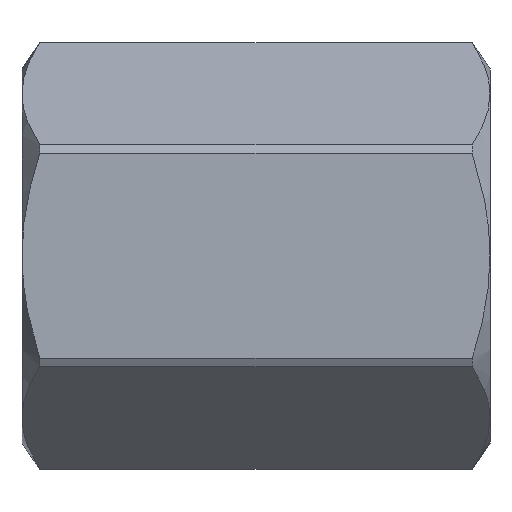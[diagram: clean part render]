
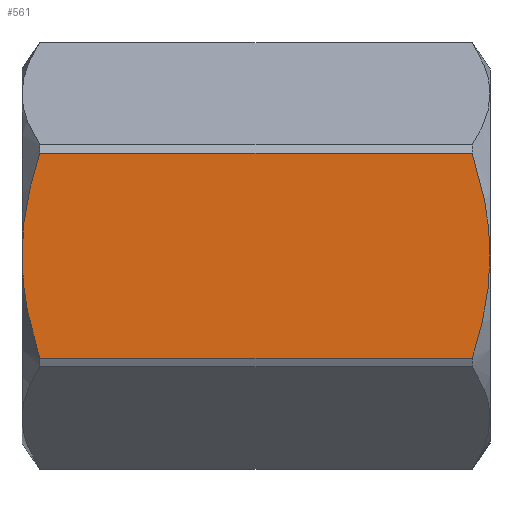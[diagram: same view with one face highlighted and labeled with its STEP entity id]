
A CAD part, top view. The second image highlights one B-rep face of the part: STEP entity #561.
In plain terms, the highlighted planar face has unit normal (0, 0, 1).
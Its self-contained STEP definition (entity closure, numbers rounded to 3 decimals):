
#23=LINE('',#5199,#35);
#24=LINE('',#5208,#36);
#35=VECTOR('',#712,10.);
#36=VECTOR('',#713,10.);
#55=(
BOUNDED_CURVE()
B_SPLINE_CURVE(2,(#5191,#5192,#5193),.UNSPECIFIED.,.F.,.F.)
B_SPLINE_CURVE_WITH_KNOTS((3,3),(0.85,1.7),
 .UNSPECIFIED.)
CURVE()
GEOMETRIC_REPRESENTATION_ITEM()
RATIONAL_B_SPLINE_CURVE((1.,1.034,1.))
REPRESENTATION_ITEM('')
);
#56=(
BOUNDED_CURVE()
B_SPLINE_CURVE(2,(#5195,#5196,#5197),.UNSPECIFIED.,.F.,.F.)
B_SPLINE_CURVE_WITH_KNOTS((3,3),(0.,0.85),.UNSPECIFIED.)
CURVE()
GEOMETRIC_REPRESENTATION_ITEM()
RATIONAL_B_SPLINE_CURVE((1.,1.034,1.))
REPRESENTATION_ITEM('')
);
#57=(
BOUNDED_CURVE()
B_SPLINE_CURVE(2,(#5201,#5202,#5203),.UNSPECIFIED.,.F.,.F.)
B_SPLINE_CURVE_WITH_KNOTS((3,3),(0.85,1.7),
 .UNSPECIFIED.)
CURVE()
GEOMETRIC_REPRESENTATION_ITEM()
RATIONAL_B_SPLINE_CURVE((1.,1.034,1.))
REPRESENTATION_ITEM('')
);
#58=(
BOUNDED_CURVE()
B_SPLINE_CURVE(2,(#5205,#5206,#5207),.UNSPECIFIED.,.F.,.F.)
B_SPLINE_CURVE_WITH_KNOTS((3,3),(0.,0.85),.UNSPECIFIED.)
CURVE()
GEOMETRIC_REPRESENTATION_ITEM()
RATIONAL_B_SPLINE_CURVE((1.,1.034,1.))
REPRESENTATION_ITEM('')
);
#69=PLANE('',#612);
#122=FACE_OUTER_BOUND('',#162,.T.);
#162=EDGE_LOOP('',(#434,#435,#436,#437,#438,#439));
#262=VERTEX_POINT('',#5189);
#263=VERTEX_POINT('',#5190);
#264=VERTEX_POINT('',#5194);
#265=VERTEX_POINT('',#5198);
#266=VERTEX_POINT('',#5200);
#267=VERTEX_POINT('',#5204);
#324=EDGE_CURVE('',#262,#263,#55,.T.);
#325=EDGE_CURVE('',#264,#262,#56,.T.);
#326=EDGE_CURVE('',#265,#264,#23,.T.);
#327=EDGE_CURVE('',#266,#265,#57,.T.);
#328=EDGE_CURVE('',#267,#266,#58,.T.);
#329=EDGE_CURVE('',#263,#267,#24,.T.);
#434=ORIENTED_EDGE('',*,*,#324,.F.);
#435=ORIENTED_EDGE('',*,*,#325,.F.);
#436=ORIENTED_EDGE('',*,*,#326,.F.);
#437=ORIENTED_EDGE('',*,*,#327,.F.);
#438=ORIENTED_EDGE('',*,*,#328,.F.);
#439=ORIENTED_EDGE('',*,*,#329,.F.);
#561=ADVANCED_FACE('',(#122),#69,.F.);
#612=AXIS2_PLACEMENT_3D('',#5188,#710,#711);
#710=DIRECTION('center_axis',(0.,0.,-1.));
#711=DIRECTION('ref_axis',(0.,-1.,0.));
#712=DIRECTION('',(-1.,0.,0.));
#713=DIRECTION('',(1.,0.,0.));
#5188=CARTESIAN_POINT('Origin',(0.,8.347,15.25));
#5189=CARTESIAN_POINT('',(-38.11,0.,15.25));
#5190=CARTESIAN_POINT('',(-36.66,8.347,15.25));
#5191=CARTESIAN_POINT('Ctrl Pts',(-38.11,0.,15.25));
#5192=CARTESIAN_POINT('Ctrl Pts',(-38.11,3.901,15.25));
#5193=CARTESIAN_POINT('Ctrl Pts',(-36.66,8.347,15.25));
#5194=CARTESIAN_POINT('',(-36.66,-8.347,15.25));
#5195=CARTESIAN_POINT('Ctrl Pts',(-36.66,-8.347,15.25));
#5196=CARTESIAN_POINT('Ctrl Pts',(-38.11,-3.901,15.25));
#5197=CARTESIAN_POINT('Ctrl Pts',(-38.11,0.,15.25));
#5198=CARTESIAN_POINT('',(-1.45,-8.347,15.25));
#5199=CARTESIAN_POINT('',(-19.055,-8.347,15.25));
#5200=CARTESIAN_POINT('',(0.,0.,15.25));
#5201=CARTESIAN_POINT('Ctrl Pts',(0.,0.,
15.25));
#5202=CARTESIAN_POINT('Ctrl Pts',(0.,-3.901,
15.25));
#5203=CARTESIAN_POINT('Ctrl Pts',(-1.45,-8.347,15.25));
#5204=CARTESIAN_POINT('',(-1.45,8.347,15.25));
#5205=CARTESIAN_POINT('Ctrl Pts',(-1.45,8.347,15.25));
#5206=CARTESIAN_POINT('Ctrl Pts',(0.,3.901,
15.25));
#5207=CARTESIAN_POINT('Ctrl Pts',(0.,0.,
15.25));
#5208=CARTESIAN_POINT('',(-19.055,8.347,15.25));
